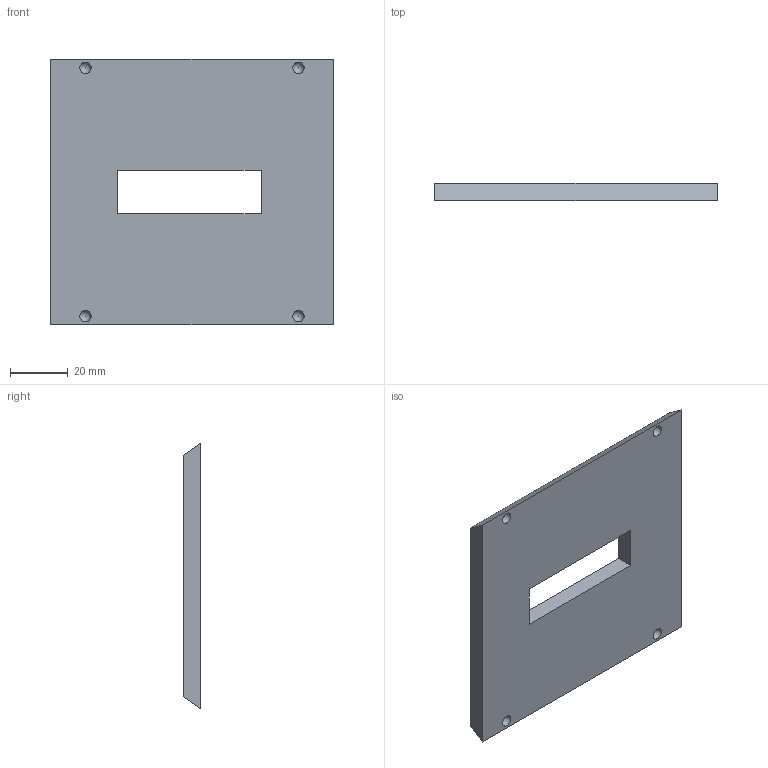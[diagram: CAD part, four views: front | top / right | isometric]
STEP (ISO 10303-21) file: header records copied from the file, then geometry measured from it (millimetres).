
FILE_DESCRIPTION(/* description */ (''),/* implementation_level */ '2;1');
FILE_NAME(/* name */ 'Lid_295_Updated.stp',/* time_stamp */ '2025-09-12T12:44:26-04:00',/* author */ ('usman'),/* organization */ (''),/* preprocessor_version */ 'ST-DEVELOPER v20.1',/* originating_system */ 'Autodesk Inventor 2026',/* authorisation */ '');
FILE_SCHEMA (('AUTOMOTIVE_DESIGN { 1 0 10303 214 3 1 1 }'));
Length unit declared in the file: millimetre
Products named in the file (1): Lid_295
Bounding box: 98 x 6 x 92.2 mm (x, y, z)
Volume: 47011.7 mm3; surface area: 19811.9 mm2
Topology: 1 solids, 1 shells, 713 faces, 1965 edges, 1311 vertices
Faces by surface type: bspline 418, plane 291, sphere 4
Entity records: 25262 total; most frequent: CARTESIAN_POINT 9929, ORIENTED_EDGE 3922, EDGE_CURVE 1961, DIRECTION 1725, VERTEX_POINT 1310, LINE 1117, VECTOR 1117, B_SPLINE_CURVE_WITH_KNOTS 836
